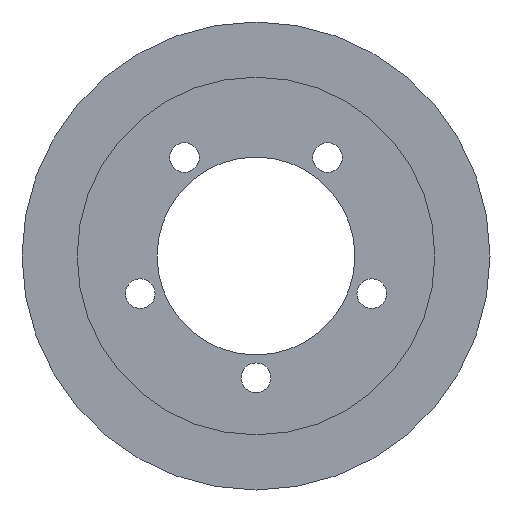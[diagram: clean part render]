
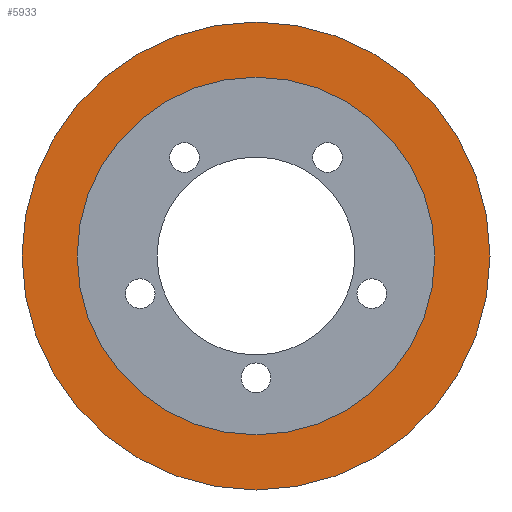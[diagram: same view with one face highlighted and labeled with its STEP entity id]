
A CAD part, front view. The second image highlights one B-rep face of the part: STEP entity #5933.
In plain terms, the highlighted planar face has unit normal (0, -1, 0).
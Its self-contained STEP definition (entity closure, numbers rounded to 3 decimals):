
#206=FACE_BOUND('',#931,.T.);
#329=PLANE('',#6625);
#625=FACE_OUTER_BOUND('',#930,.T.);
#930=EDGE_LOOP('',(#5595));
#931=EDGE_LOOP('',(#5596));
#2164=CIRCLE('',#6152,30.75);
#2347=CIRCLE('',#6626,23.5);
#2652=VERTEX_POINT('',#9118);
#2943=VERTEX_POINT('',#10281);
#3250=EDGE_CURVE('',#2652,#2652,#2164,.T.);
#3830=EDGE_CURVE('',#2943,#2943,#2347,.T.);
#5595=ORIENTED_EDGE('',*,*,#3250,.F.);
#5596=ORIENTED_EDGE('',*,*,#3830,.F.);
#5933=ADVANCED_FACE('',(#625,#206),#329,.F.);
#6152=AXIS2_PLACEMENT_3D('',#9120,#7133,#7134);
#6625=AXIS2_PLACEMENT_3D('',#10280,#8476,#8477);
#6626=AXIS2_PLACEMENT_3D('',#10282,#8478,#8479);
#7133=DIRECTION('center_axis',(0.,1.,0.));
#7134=DIRECTION('ref_axis',(-1.,0.,0.));
#8476=DIRECTION('center_axis',(0.,1.,0.));
#8477=DIRECTION('ref_axis',(0.,0.,1.));
#8478=DIRECTION('center_axis',(0.,-1.,0.));
#8479=DIRECTION('ref_axis',(-1.,0.,0.));
#9118=CARTESIAN_POINT('',(30.75,0.,0.));
#9120=CARTESIAN_POINT('Origin',(0.,0.,0.));
#10280=CARTESIAN_POINT('Origin',(0.,0.,0.));
#10281=CARTESIAN_POINT('',(23.5,0.,0.));
#10282=CARTESIAN_POINT('Origin',(0.,0.,0.));
